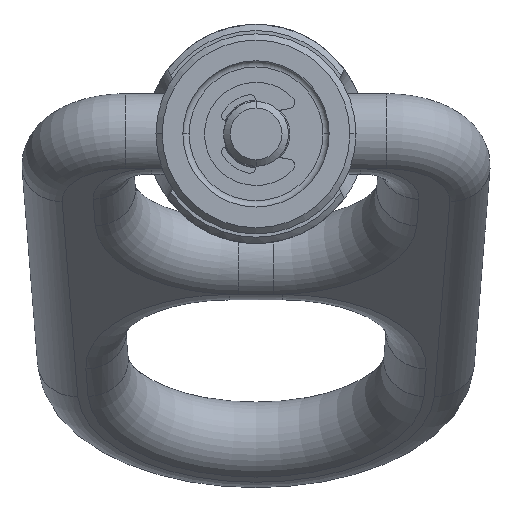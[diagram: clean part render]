
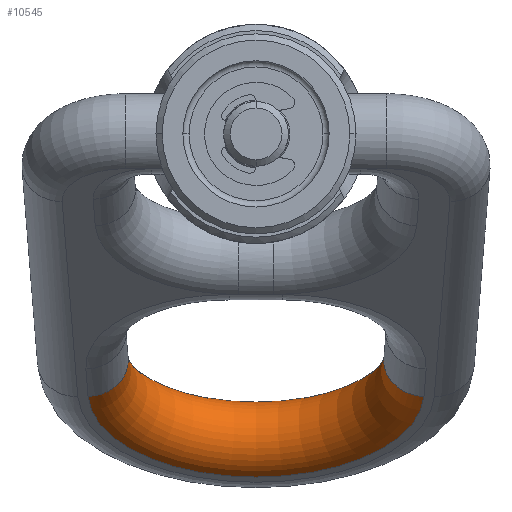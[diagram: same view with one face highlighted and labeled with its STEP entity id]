
A CAD part, front view. The second image highlights one B-rep face of the part: STEP entity #10545.
In plain terms, the highlighted toroidal (fillet/blend) face has major radius 20.701 mm and minor radius 4.953 mm.
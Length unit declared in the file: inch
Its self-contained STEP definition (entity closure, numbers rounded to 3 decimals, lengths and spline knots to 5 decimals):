
#6803=CARTESIAN_POINT('',(-0.81435,2.12472,
-1.10373));
#6804=DIRECTION('',(0.04,0.865,-0.5));
#6805=DIRECTION('',(0.,0.5,0.866));
#6806=AXIS2_PLACEMENT_3D('',#6803,#6804,#6805);
#6818=CARTESIAN_POINT('',(0.,2.19411,-0.91863));
#6819=DIRECTION('',(0.,0.5,0.866));
#6820=DIRECTION('',(0.999,0.035,-0.02));
#6821=AXIS2_PLACEMENT_3D('',#6818,#6819,#6820);
#6826=CARTESIAN_POINT('',(0.81435,2.22222,
-0.93486));
#6827=CARTESIAN_POINT('',(0.80852,2.22202,
-0.93474));
#6828=CARTESIAN_POINT('',(0.79686,2.22135,
-0.93496));
#6829=CARTESIAN_POINT('',(0.77952,2.21958,
-0.93665));
#6830=CARTESIAN_POINT('',(0.76245,2.21704,
-0.93969));
#6831=CARTESIAN_POINT('',(0.7458,2.21376,
-0.94404));
#6832=CARTESIAN_POINT('',(0.7297,2.20976,
-0.94969));
#6833=CARTESIAN_POINT('',(0.71428,2.20507,
-0.95657));
#6834=CARTESIAN_POINT('',(0.69967,2.19974,
-0.96464));
#6835=CARTESIAN_POINT('',(0.68598,2.19381,
-0.97382));
#6836=CARTESIAN_POINT('',(0.67333,2.18732,
-0.98406));
#6837=CARTESIAN_POINT('',(0.66181,2.18032,
-0.99526));
#6838=CARTESIAN_POINT('',(0.65152,2.17288,
-1.00733));
#6839=CARTESIAN_POINT('',(0.64254,2.16505,
-1.02017));
#6840=CARTESIAN_POINT('',(0.63495,2.15689,
-1.03369));
#6841=CARTESIAN_POINT('',(0.6288,2.14848,
-1.04778));
#6842=CARTESIAN_POINT('',(0.62414,2.13987,
-1.06231));
#6843=CARTESIAN_POINT('',(0.62101,2.13115,
-1.07718));
#6844=CARTESIAN_POINT('',(0.61944,2.12237,
-1.09226));
#6845=CARTESIAN_POINT('',(0.61944,2.11361,
-1.10743));
#6846=CARTESIAN_POINT('',(0.62101,2.10494,
-1.12258));
#6847=CARTESIAN_POINT('',(0.62414,2.09642,
-1.13757));
#6848=CARTESIAN_POINT('',(0.6288,2.08814,
-1.15229));
#6849=CARTESIAN_POINT('',(0.63495,2.08015,
-1.16662));
#6850=CARTESIAN_POINT('',(0.64254,2.07252,
-1.18044));
#6851=CARTESIAN_POINT('',(0.65152,2.06531,
-1.19364));
#6852=CARTESIAN_POINT('',(0.66181,2.05858,
-1.20612));
#6853=CARTESIAN_POINT('',(0.67333,2.05238,
-1.21778));
#6854=CARTESIAN_POINT('',(0.68598,2.04677,
-1.22852));
#6855=CARTESIAN_POINT('',(0.69967,2.04178,
-1.23825));
#6856=CARTESIAN_POINT('',(0.71428,2.03746,
-1.2469));
#6857=CARTESIAN_POINT('',(0.7297,2.03384,
-1.2544));
#6858=CARTESIAN_POINT('',(0.7458,2.03095,
-1.26069));
#6859=CARTESIAN_POINT('',(0.76245,2.02882,
-1.26571));
#6860=CARTESIAN_POINT('',(0.77952,2.02746,
-1.26942));
#6861=CARTESIAN_POINT('',(0.79686,2.02688,
-1.27181));
#6862=CARTESIAN_POINT('',(0.80852,2.02702,
-1.27249));
#6863=CARTESIAN_POINT('',(0.81435,2.02722,
-1.27261));
#6868=CARTESIAN_POINT('',(0.,1.99911,-1.25637));
#6869=DIRECTION('',(0.,0.5,0.866));
#6870=DIRECTION('',(0.999,0.035,-0.02));
#6871=AXIS2_PLACEMENT_3D('',#6868,#6869,#6870);
#9181=CARTESIAN_POINT('',(-0.81435,2.22222,
-0.93486));
#9183=VERTEX_POINT('',#9181);
#9185=CARTESIAN_POINT('',(-0.81435,2.02722,
-1.27261));
#9187=VERTEX_POINT('',#9185);
#9201=CARTESIAN_POINT('',(0.81435,2.22222,
-0.93486));
#9202=VERTEX_POINT('',#9201);
#9203=CARTESIAN_POINT('',(0.81435,2.02722,
-1.27261));
#9204=VERTEX_POINT('',#9203);
#10533=CARTESIAN_POINT('',(0.,2.09661,-1.0875));
#10534=DIRECTION('',(0.,0.5,0.866));
#10535=DIRECTION('',(1.,0.026,-0.015));
#10536=AXIS2_PLACEMENT_3D('',#10533,#10534,#10535);
#10537=TOROIDAL_SURFACE('',#10536,0.815,0.195);
#10538=ORIENTED_EDGE('',*,*,#9708,.F.);
#10540=ORIENTED_EDGE('',*,*,#10539,.T.);
#10541=ORIENTED_EDGE('',*,*,#10420,.T.);
#10542=ORIENTED_EDGE('',*,*,#10526,.F.);
#10543=EDGE_LOOP('',(#10538,#10540,#10541,#10542));
#10544=FACE_OUTER_BOUND('',#10543,.F.);
#6807=CIRCLE('',#6806,0.195);
#6822=CIRCLE('',#6821,0.815);
#6864=B_SPLINE_CURVE_WITH_KNOTS('',3,(#6826,#6827,#6828,#6829,#6830,#6831,#6832,
#6833,#6834,#6835,#6836,#6837,#6838,#6839,#6840,#6841,#6842,#6843,#6844,#6845,
#6846,#6847,#6848,#6849,#6850,#6851,#6852,#6853,#6854,#6855,#6856,#6857,#6858,
#6859,#6860,#6861,#6862,#6863),.UNSPECIFIED.,.F.,.F.,(4,1,1,1,1,1,1,1,1,1,1,1,1,
1,1,1,1,1,1,1,1,1,1,1,1,1,1,1,1,1,1,1,1,1,1,4),(0.,0.02857,
0.05714,0.08571,0.11429,0.14286,
0.17143,0.2,0.22857,0.25714,0.28571,
0.31429,0.34286,0.37143,0.4,0.42857,
0.45714,0.48571,0.51429,0.54286,
0.57143,0.6,0.62857,0.65714,0.68571,
0.71429,0.74286,0.77143,0.8,0.82857,
0.85714,0.88571,0.91429,0.94286,
0.97143,1.),.UNSPECIFIED.);
#6872=CIRCLE('',#6871,0.815);
#9708=EDGE_CURVE('',#9202,#9183,#6822,.T.);
#10420=EDGE_CURVE('',#9204,#9187,#6872,.T.);
#10526=EDGE_CURVE('',#9183,#9187,#6807,.T.);
#10539=EDGE_CURVE('',#9202,#9204,#6864,.T.);
#10545=ADVANCED_FACE('',(#10544),#10537,.T.);
